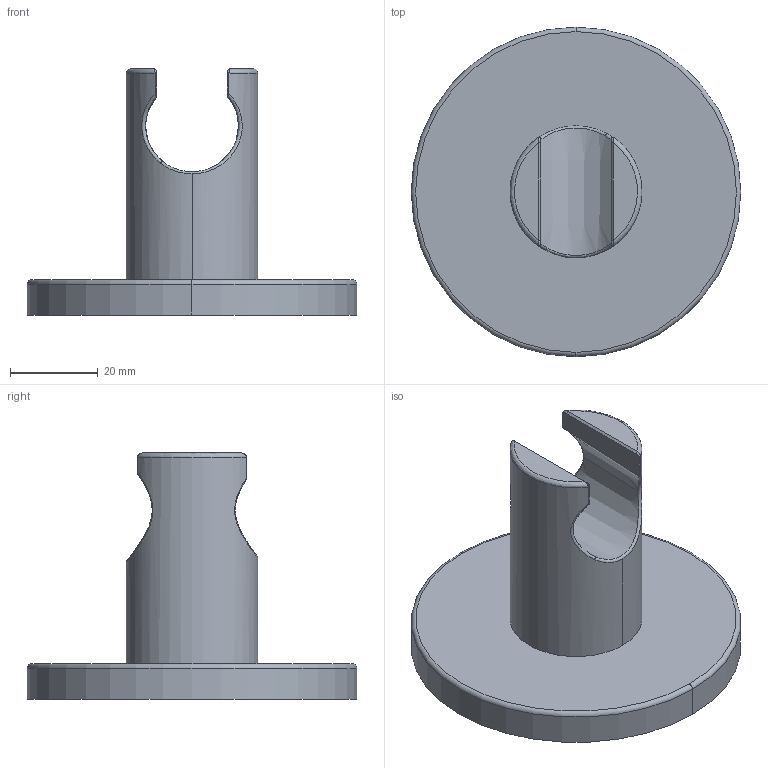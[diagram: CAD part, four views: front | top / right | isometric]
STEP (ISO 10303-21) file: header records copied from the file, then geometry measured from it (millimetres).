
FILE_DESCRIPTION (( 'STEP AP203' ), '1' );
FILE_NAME ('44440173.STEP', '2017-03-21T12:39:29', ( '' ), ( '' ), 'SwSTEP 2.0', 'SolidWorks 2016', '' );
FILE_SCHEMA (( 'CONFIG_CONTROL_DESIGN' ));
Length unit declared in the file: millimetre
Products named in the file (1): 44440173
Bounding box: 75 x 75 x 56 mm (x, y, z)
Volume: 57349.7 mm3; surface area: 15165.9 mm2
Topology: 1 solids, 1 shells, 31 faces, 74 edges, 46 vertices
Faces by surface type: plane 12, bspline 10, cylinder 4, cone 3, torus 2
Entity records: 2797 total; most frequent: CARTESIAN_POINT 2102, ORIENTED_EDGE 148, DIRECTION 92, EDGE_CURVE 74, VERTEX_POINT 46, B_SPLINE_CURVE_WITH_KNOTS 36, AXIS2_PLACEMENT_3D 34, EDGE_LOOP 32
